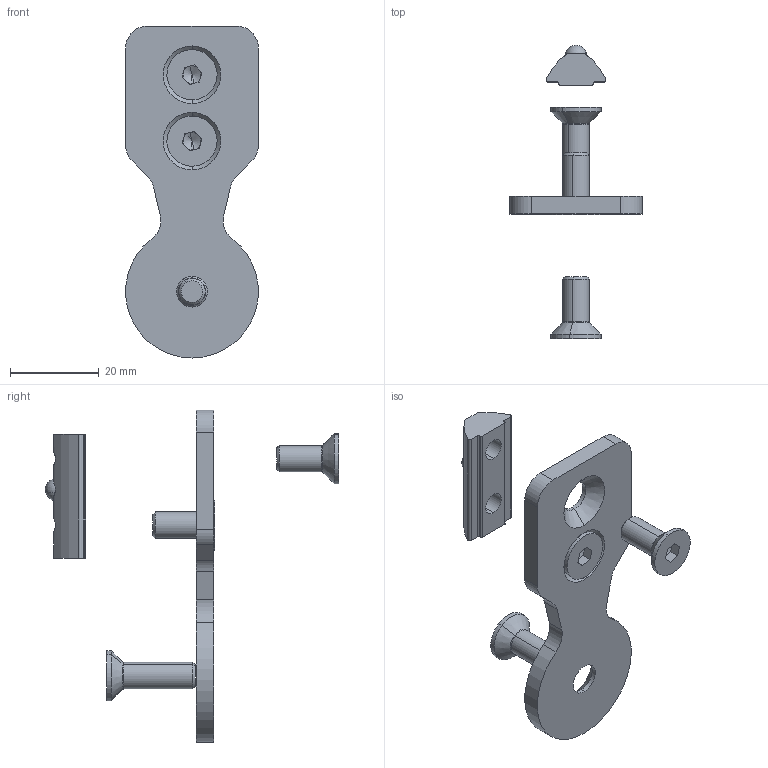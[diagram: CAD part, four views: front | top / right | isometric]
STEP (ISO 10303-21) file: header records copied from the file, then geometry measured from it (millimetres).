
FILE_DESCRIPTION (( 'STEP AP203' ), '1' );
FILE_NAME ('093VAD30V.STEP', '2019-03-19T12:49:56', ( '' ), ( '' ), 'SwSTEP 2.0', 'SolidWorks 2017', '' );
FILE_SCHEMA (( 'CONFIG_CONTROL_DESIGN' ));
Length unit declared in the file: millimetre
Products named in the file (8): 093VAD30V; 096020.1500_096 026 S10 R01; 340me007_340ME007; 340me023_340ME023; 096020s10_096 026 S10; 093VAD30VR01; Countersunk head screw ISO 10642 - M6x14_ISO 10642 - M6 ; Countersunk head screw ISO 10642 - M6x20_ISO 10642 - M6 
Assembly tree (8 placements, depth 3):
  093VAD30V
    096020s10_096 026 S10
      096020.1500_096 026 S10 R01
      340me007_340ME007
      340me023_340ME023
    093VAD30VR01
    Countersunk head screw ISO 10642 - M6x14_ISO 10642 - M6   x2
    Countersunk head screw ISO 10642 - M6x20_ISO 10642 - M6 
Bounding box: 30 x 66.3 x 75 mm (x, y, z)
Volume: 10011.8 mm3; surface area: 7586.4 mm2
Topology: 7 solids, 7 shells, 150 faces, 365 edges, 220 vertices
Faces by surface type: plane 65, cylinder 43, cone 26, torus 12, sphere 2, bspline 2
Entity records: 5204 total; most frequent: CARTESIAN_POINT 1324, DIRECTION 692, ORIENTED_EDGE 600, EDGE_CURVE 300, AXIS2_PLACEMENT_3D 270, VERTEX_POINT 186, VECTOR 152, LINE 152
